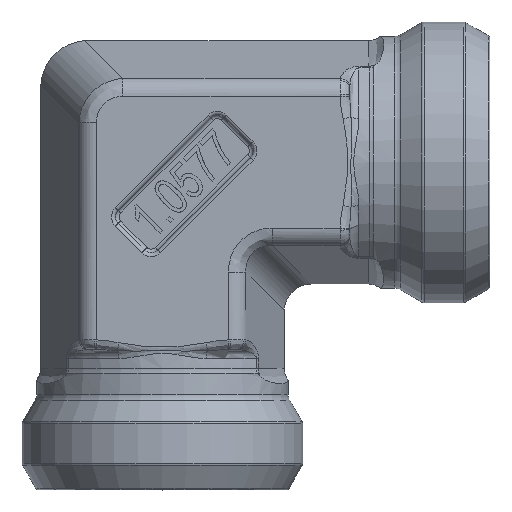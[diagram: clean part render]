
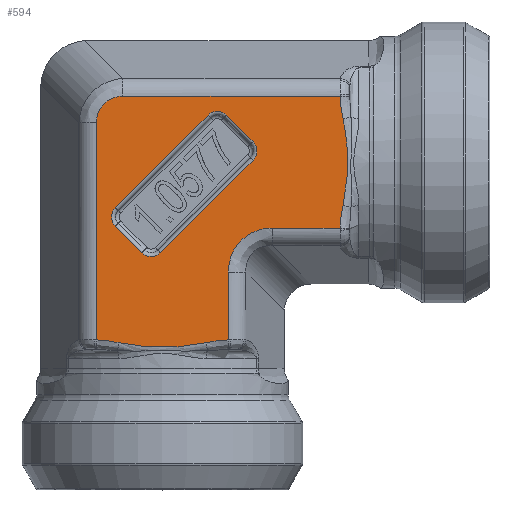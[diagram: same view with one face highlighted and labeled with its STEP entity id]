
A CAD part, top view. The second image highlights one B-rep face of the part: STEP entity #594.
In plain terms, the highlighted planar face has unit normal (0, 0, 1).
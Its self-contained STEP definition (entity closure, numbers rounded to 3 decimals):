
#288=ELLIPSE('',#5195,3.374,3.);
#289=ELLIPSE('',#5196,5.623,5.);
#594=ADVANCED_FACE('',(#1633,#1634),#910,.T.);
#910=PLANE('',#5197);
#1052=LINE('',#7420,#1234);
#1053=LINE('',#7425,#1235);
#1054=LINE('',#7429,#1236);
#1055=LINE('',#7433,#1237);
#1056=LINE('',#7456,#1238);
#1057=LINE('',#7460,#1239);
#1058=LINE('',#7477,#1240);
#1059=LINE('',#7481,#1241);
#1234=VECTOR('',#5696,1.);
#1235=VECTOR('',#5699,1.);
#1236=VECTOR('',#5702,1.);
#1237=VECTOR('',#5705,1.);
#1238=VECTOR('',#5708,1.);
#1239=VECTOR('',#5711,1.);
#1240=VECTOR('',#5712,1.);
#1241=VECTOR('',#5715,1.);
#1433=CIRCLE('',#5191,1.4);
#1434=CIRCLE('',#5192,1.4);
#1435=CIRCLE('',#5193,1.4);
#1436=CIRCLE('',#5194,1.4);
#1633=FACE_BOUND('',#1717,.T.);
#1634=FACE_BOUND('',#1718,.T.);
#1717=EDGE_LOOP('',(#2203,#2204,#2205,#2206,#2207,#2208,#2209,#2210));
#1718=EDGE_LOOP('',(#2211,#2212,#2213,#2214,#2215,#2216,#2217,#2218,#2219,
#2220,#2221,#2222));
#2203=ORIENTED_EDGE('',*,*,#4193,.T.);
#2204=ORIENTED_EDGE('',*,*,#4194,.T.);
#2205=ORIENTED_EDGE('',*,*,#4195,.T.);
#2206=ORIENTED_EDGE('',*,*,#4196,.T.);
#2207=ORIENTED_EDGE('',*,*,#4197,.T.);
#2208=ORIENTED_EDGE('',*,*,#4198,.T.);
#2209=ORIENTED_EDGE('',*,*,#4199,.T.);
#2210=ORIENTED_EDGE('',*,*,#4200,.T.);
#2211=ORIENTED_EDGE('',*,*,#4201,.T.);
#2212=ORIENTED_EDGE('',*,*,#4202,.T.);
#2213=ORIENTED_EDGE('',*,*,#4203,.T.);
#2214=ORIENTED_EDGE('',*,*,#4204,.F.);
#2215=ORIENTED_EDGE('',*,*,#4205,.F.);
#2216=ORIENTED_EDGE('',*,*,#4206,.T.);
#2217=ORIENTED_EDGE('',*,*,#4207,.T.);
#2218=ORIENTED_EDGE('',*,*,#4208,.T.);
#2219=ORIENTED_EDGE('',*,*,#4209,.T.);
#2220=ORIENTED_EDGE('',*,*,#4210,.T.);
#2221=ORIENTED_EDGE('',*,*,#4211,.T.);
#2222=ORIENTED_EDGE('',*,*,#4212,.T.);
#3711=VERTEX_POINT('',#7421);
#3712=VERTEX_POINT('',#7422);
#3713=VERTEX_POINT('',#7424);
#3714=VERTEX_POINT('',#7426);
#3715=VERTEX_POINT('',#7428);
#3716=VERTEX_POINT('',#7430);
#3717=VERTEX_POINT('',#7432);
#3718=VERTEX_POINT('',#7434);
#3719=VERTEX_POINT('',#7449);
#3720=VERTEX_POINT('',#7450);
#3721=VERTEX_POINT('',#7455);
#3722=VERTEX_POINT('',#7457);
#3723=VERTEX_POINT('',#7459);
#3724=VERTEX_POINT('',#7461);
#3725=VERTEX_POINT('',#7466);
#3726=VERTEX_POINT('',#7471);
#3727=VERTEX_POINT('',#7476);
#3728=VERTEX_POINT('',#7478);
#3729=VERTEX_POINT('',#7480);
#3730=VERTEX_POINT('',#7482);
#4193=EDGE_CURVE('',#3711,#3712,#1052,.T.);
#4194=EDGE_CURVE('',#3712,#3713,#1433,.T.);
#4195=EDGE_CURVE('',#3713,#3714,#1053,.T.);
#4196=EDGE_CURVE('',#3714,#3715,#1434,.T.);
#4197=EDGE_CURVE('',#3715,#3716,#1054,.T.);
#4198=EDGE_CURVE('',#3716,#3717,#1435,.T.);
#4199=EDGE_CURVE('',#3717,#3718,#1055,.T.);
#4200=EDGE_CURVE('',#3718,#3711,#1436,.T.);
#4201=EDGE_CURVE('',#3719,#3720,#4909,.T.);
#4202=EDGE_CURVE('',#3720,#3721,#4910,.T.);
#4203=EDGE_CURVE('',#3721,#3722,#1056,.T.);
#4204=EDGE_CURVE('',#3723,#3722,#288,.T.);
#4205=EDGE_CURVE('',#3724,#3723,#1057,.T.);
#4206=EDGE_CURVE('',#3724,#3725,#4911,.T.);
#4207=EDGE_CURVE('',#3725,#3726,#4912,.T.);
#4208=EDGE_CURVE('',#3726,#3727,#4913,.T.);
#4209=EDGE_CURVE('',#3727,#3728,#1058,.T.);
#4210=EDGE_CURVE('',#3728,#3729,#289,.T.);
#4211=EDGE_CURVE('',#3729,#3730,#1059,.T.);
#4212=EDGE_CURVE('',#3730,#3719,#4914,.T.);
#4909=B_SPLINE_CURVE_WITH_KNOTS('',3,(#7436,#7437,#7438,#7439,#7440,#7441,
#7442,#7443,#7444,#7445,#7446,#7447,#7448),.UNSPECIFIED.,.F.,.F.,(4,3,3,
3,4),(0.,0.25,0.474,0.75,1.),
 .UNSPECIFIED.);
#4910=B_SPLINE_CURVE_WITH_KNOTS('',3,(#7451,#7452,#7453,#7454),
 .UNSPECIFIED.,.F.,.F.,(4,4),(0.,1.),.UNSPECIFIED.);
#4911=B_SPLINE_CURVE_WITH_KNOTS('',3,(#7462,#7463,#7464,#7465),
 .UNSPECIFIED.,.F.,.F.,(4,4),(0.,1.),.UNSPECIFIED.);
#4912=B_SPLINE_CURVE_WITH_KNOTS('',3,(#7467,#7468,#7469,#7470),
 .UNSPECIFIED.,.F.,.F.,(4,4),(0.,1.),.UNSPECIFIED.);
#4913=B_SPLINE_CURVE_WITH_KNOTS('',3,(#7472,#7473,#7474,#7475),
 .UNSPECIFIED.,.F.,.F.,(4,4),(0.,1.),.UNSPECIFIED.);
#4914=B_SPLINE_CURVE_WITH_KNOTS('',3,(#7483,#7484,#7485,#7486),
 .UNSPECIFIED.,.F.,.F.,(4,4),(0.,1.),.UNSPECIFIED.);
#5191=AXIS2_PLACEMENT_3D('',#7423,#5697,#5698);
#5192=AXIS2_PLACEMENT_3D('',#7427,#5700,#5701);
#5193=AXIS2_PLACEMENT_3D('',#7431,#5703,#5704);
#5194=AXIS2_PLACEMENT_3D('',#7435,#5706,#5707);
#5195=AXIS2_PLACEMENT_3D('',#7458,#5709,#5710);
#5196=AXIS2_PLACEMENT_3D('',#7479,#5713,#5714);
#5197=AXIS2_PLACEMENT_3D('',#7487,#5716,#5717);
#5696=DIRECTION('',(-0.707,-0.707,0.));
#5697=DIRECTION('',(0.,0.,-1.));
#5698=DIRECTION('',(0.,-1.,0.));
#5699=DIRECTION('',(-0.707,0.707,0.));
#5700=DIRECTION('',(0.,0.,-1.));
#5701=DIRECTION('',(0.,-1.,0.));
#5702=DIRECTION('',(0.707,0.707,0.));
#5703=DIRECTION('',(0.,0.,-1.));
#5704=DIRECTION('',(0.,-1.,0.));
#5705=DIRECTION('',(0.707,-0.707,0.));
#5706=DIRECTION('',(0.,0.,-1.));
#5707=DIRECTION('',(0.,-1.,0.));
#5708=DIRECTION('',(-1.,0.,0.));
#5709=DIRECTION('',(0.,0.,-1.));
#5710=DIRECTION('',(-0.707,0.707,0.));
#5711=DIRECTION('',(0.,1.,0.));
#5712=DIRECTION('',(0.,1.,0.));
#5713=DIRECTION('',(0.,0.,-1.));
#5714=DIRECTION('',(0.707,-0.707,0.));
#5715=DIRECTION('',(1.,0.,0.));
#5716=DIRECTION('',(0.,0.,1.));
#5717=DIRECTION('',(0.,-1.,0.));
#7420=CARTESIAN_POINT('',(-0.925,-10.389,13.5));
#7421=CARTESIAN_POINT('',(9.682,0.218,13.5));
#7422=CARTESIAN_POINT('',(-0.218,-9.682,13.5));
#7423=CARTESIAN_POINT('',(-1.208,-8.692,13.5));
#7424=CARTESIAN_POINT('',(-2.198,-9.682,13.5));
#7425=CARTESIAN_POINT('',(-5.733,-6.146,13.5));
#7426=CARTESIAN_POINT('',(-5.026,-6.853,13.5));
#7427=CARTESIAN_POINT('',(-4.036,-5.863,13.5));
#7428=CARTESIAN_POINT('',(-5.026,-4.873,13.5));
#7429=CARTESIAN_POINT('',(5.58,5.733,13.5));
#7430=CARTESIAN_POINT('',(4.873,5.026,13.5));
#7431=CARTESIAN_POINT('',(5.863,4.036,13.5));
#7432=CARTESIAN_POINT('',(6.853,5.026,13.5));
#7433=CARTESIAN_POINT('',(10.389,1.491,13.5));
#7434=CARTESIAN_POINT('',(9.682,2.198,13.5));
#7435=CARTESIAN_POINT('',(8.692,1.208,13.5));
#7436=CARTESIAN_POINT('',(19.308,-4.64,13.5));
#7437=CARTESIAN_POINT('',(19.475,-3.878,13.5));
#7438=CARTESIAN_POINT('',(19.576,-3.103,13.5));
#7439=CARTESIAN_POINT('',(19.661,-2.327,13.5));
#7440=CARTESIAN_POINT('',(19.737,-1.635,13.5));
#7441=CARTESIAN_POINT('',(19.797,-0.94,13.5));
#7442=CARTESIAN_POINT('',(19.809,-0.244,13.5));
#7443=CARTESIAN_POINT('',(19.824,0.615,13.5));
#7444=CARTESIAN_POINT('',(19.755,1.474,13.5));
#7445=CARTESIAN_POINT('',(19.661,2.327,13.5));
#7446=CARTESIAN_POINT('',(19.576,3.103,13.5));
#7447=CARTESIAN_POINT('',(19.475,3.878,13.5));
#7448=CARTESIAN_POINT('',(19.308,4.64,13.5));
#7449=CARTESIAN_POINT('',(19.308,-4.64,13.5));
#7450=CARTESIAN_POINT('',(19.308,4.64,13.5));
#7451=CARTESIAN_POINT('',(19.308,4.64,13.5));
#7452=CARTESIAN_POINT('',(19.134,5.434,13.5));
#7453=CARTESIAN_POINT('',(19.01,6.235,13.5));
#7454=CARTESIAN_POINT('',(19.001,7.05,13.5));
#7455=CARTESIAN_POINT('',(19.001,7.05,13.5));
#7456=CARTESIAN_POINT('',(5.775,7.05,13.5));
#7457=CARTESIAN_POINT('',(-4.231,7.05,13.5));
#7458=CARTESIAN_POINT('',(-3.857,3.857,13.5));
#7459=CARTESIAN_POINT('',(-7.05,4.231,13.5));
#7460=CARTESIAN_POINT('',(-7.05,8.45,13.5));
#7461=CARTESIAN_POINT('',(-7.05,-19.001,13.5));
#7462=CARTESIAN_POINT('',(-7.05,-19.001,13.5));
#7463=CARTESIAN_POINT('',(-6.235,-19.01,13.5));
#7464=CARTESIAN_POINT('',(-5.434,-19.134,13.5));
#7465=CARTESIAN_POINT('',(-4.64,-19.308,13.5));
#7466=CARTESIAN_POINT('',(-4.64,-19.308,13.5));
#7467=CARTESIAN_POINT('',(-4.64,-19.308,13.5));
#7468=CARTESIAN_POINT('',(-1.589,-19.978,13.5));
#7469=CARTESIAN_POINT('',(1.586,-19.978,13.5));
#7470=CARTESIAN_POINT('',(4.64,-19.308,13.5));
#7471=CARTESIAN_POINT('',(4.64,-19.308,13.5));
#7472=CARTESIAN_POINT('',(4.64,-19.308,13.5));
#7473=CARTESIAN_POINT('',(5.434,-19.134,13.5));
#7474=CARTESIAN_POINT('',(6.235,-19.01,13.5));
#7475=CARTESIAN_POINT('',(7.05,-19.001,13.5));
#7476=CARTESIAN_POINT('',(7.05,-19.001,13.5));
#7477=CARTESIAN_POINT('',(7.05,8.45,13.5));
#7478=CARTESIAN_POINT('',(7.05,-11.748,13.5));
#7479=CARTESIAN_POINT('',(12.371,-12.371,13.5));
#7480=CARTESIAN_POINT('',(11.748,-7.05,13.5));
#7481=CARTESIAN_POINT('',(5.775,-7.05,13.5));
#7482=CARTESIAN_POINT('',(19.001,-7.05,13.5));
#7483=CARTESIAN_POINT('',(19.001,-7.05,13.5));
#7484=CARTESIAN_POINT('',(19.01,-6.235,13.5));
#7485=CARTESIAN_POINT('',(19.134,-5.434,13.5));
#7486=CARTESIAN_POINT('',(19.308,-4.64,13.5));
#7487=CARTESIAN_POINT('',(5.775,8.45,13.5));
